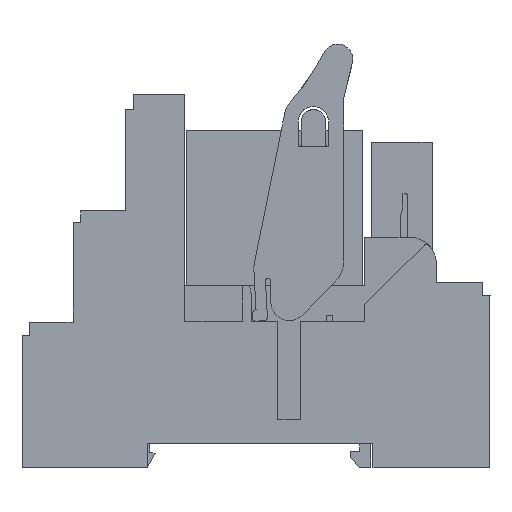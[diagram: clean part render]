
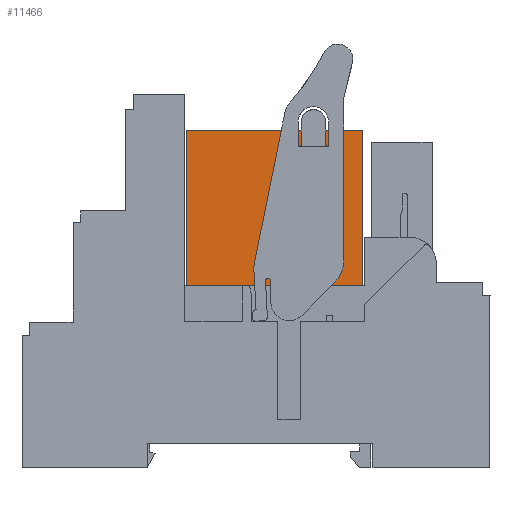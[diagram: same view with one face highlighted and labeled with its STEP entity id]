
A CAD part, left-side view. The second image highlights one B-rep face of the part: STEP entity #11466.
In plain terms, the highlighted planar face has unit normal (-1, 0, 0).
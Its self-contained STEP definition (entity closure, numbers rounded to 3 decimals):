
#11446=AXIS2_PLACEMENT_3D('Plane Axis2P3D',#11443,#11444,#11445) ;
#11204=CARTESIAN_POINT('Vertex',(1.4,20.93,55.6)) ;
#11207=CARTESIAN_POINT('Line Origine',(1.4,20.93,42.8)) ;
#11211=CARTESIAN_POINT('Vertex',(1.4,20.93,30.)) ;
#11326=CARTESIAN_POINT('Vertex',(1.4,49.93,55.6)) ;
#11329=CARTESIAN_POINT('Line Origine',(1.4,35.43,55.6)) ;
#11443=CARTESIAN_POINT('Axis2P3D Location',(1.4,20.93,55.6)) ;
#11448=CARTESIAN_POINT('Line Origine',(1.4,49.93,42.8)) ;
#11452=CARTESIAN_POINT('Vertex',(1.4,49.93,30.)) ;
#11455=CARTESIAN_POINT('Line Origine',(1.4,35.43,30.)) ;
#11208=DIRECTION('Vector Direction',(0.,0.,-1.)) ;
#11330=DIRECTION('Vector Direction',(0.,1.,0.)) ;
#11444=DIRECTION('Axis2P3D Direction',(1.,0.,0.)) ;
#11445=DIRECTION('Axis2P3D XDirection',(0.,0.,-1.)) ;
#11449=DIRECTION('Vector Direction',(0.,0.,-1.)) ;
#11456=DIRECTION('Vector Direction',(0.,1.,0.)) ;
#11209=VECTOR('Line Direction',#11208,1.) ;
#11331=VECTOR('Line Direction',#11330,1.) ;
#11450=VECTOR('Line Direction',#11449,1.) ;
#11457=VECTOR('Line Direction',#11456,1.) ;
#11461=ORIENTED_EDGE('',*,*,#11454,.T.) ;
#11462=ORIENTED_EDGE('',*,*,#11459,.F.) ;
#11463=ORIENTED_EDGE('',*,*,#11213,.F.) ;
#11464=ORIENTED_EDGE('',*,*,#11333,.T.) ;
#11466=ADVANCED_FACE('RELAIS',(#11465),#11447,.F.) ;
#11213=EDGE_CURVE('',#11205,#11212,#11210,.T.) ;
#11333=EDGE_CURVE('',#11205,#11327,#11332,.T.) ;
#11454=EDGE_CURVE('',#11327,#11453,#11451,.T.) ;
#11459=EDGE_CURVE('',#11212,#11453,#11458,.T.) ;
#11460=EDGE_LOOP('',(#11461,#11462,#11463,#11464)) ;
#11465=FACE_OUTER_BOUND('',#11460,.T.) ;
#11210=LINE('Line',#11207,#11209) ;
#11332=LINE('Line',#11329,#11331) ;
#11451=LINE('Line',#11448,#11450) ;
#11458=LINE('Line',#11455,#11457) ;
#11447=PLANE('',#11446) ;
#11205=VERTEX_POINT('',#11204) ;
#11212=VERTEX_POINT('',#11211) ;
#11327=VERTEX_POINT('',#11326) ;
#11453=VERTEX_POINT('',#11452) ;
